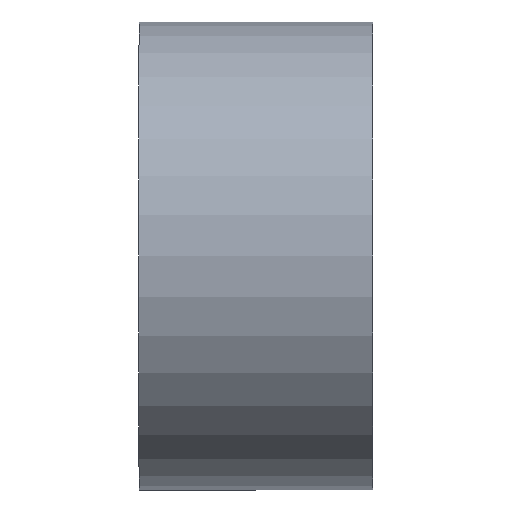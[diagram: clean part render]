
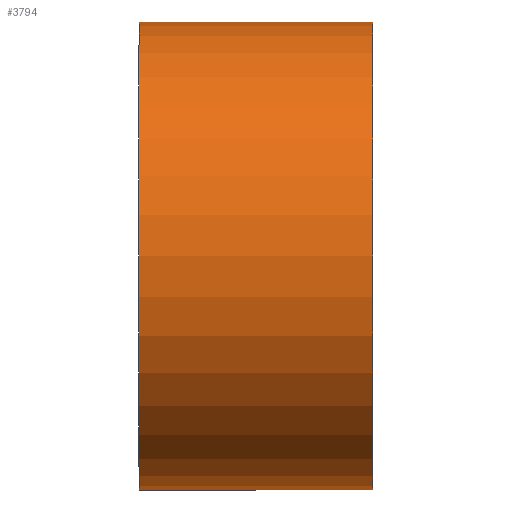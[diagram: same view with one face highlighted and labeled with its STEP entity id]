
A CAD part, left-side view. The second image highlights one B-rep face of the part: STEP entity #3794.
In plain terms, the highlighted cylindrical face has radius 20 mm (diameter 40 mm), a partial arc.
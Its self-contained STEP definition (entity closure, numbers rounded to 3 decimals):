
#889 = EDGE_CURVE ( 'NONE', #7344, #11973, #8044, .T. ) ;
#1515 = CARTESIAN_POINT ( 'NONE',  ( 0., 20., 0. ) ) ;
#2519 = DIRECTION ( 'NONE',  ( 0., 1., 0. ) ) ;
#2625 = DIRECTION ( 'NONE',  ( 0., 1., 0. ) ) ;
#2730 = DIRECTION ( 'NONE',  ( 0., 1., 0. ) ) ;
#3000 = VERTEX_POINT ( 'NONE', #6832 ) ;
#3320 = CARTESIAN_POINT ( 'NONE',  ( 0., 20., -20. ) ) ;
#3692 = EDGE_CURVE ( 'NONE', #3000, #7344, #11856, .T. ) ;
#3794 = ADVANCED_FACE ( 'NONE', ( #4239 ), #13535, .T. ) ;
#3824 = DIRECTION ( 'NONE',  ( 0., 0., 1. ) ) ;
#4211 = AXIS2_PLACEMENT_3D ( 'NONE', #15687, #2625, #4930 ) ;
#4239 = FACE_OUTER_BOUND ( 'NONE', #5046, .T. ) ;
#4430 = CIRCLE ( 'NONE', #13643, 20. ) ;
#4487 = CARTESIAN_POINT ( 'NONE',  ( 0., 20., -20. ) ) ;
#4834 = CARTESIAN_POINT ( 'NONE',  ( 0., 0., 0. ) ) ;
#4930 = DIRECTION ( 'NONE',  ( 0., 0., 1. ) ) ;
#5046 = EDGE_LOOP ( 'NONE', ( #7714, #14142, #5606, #7903 ) ) ;
#5083 = CARTESIAN_POINT ( 'NONE',  ( 0., 0., 20. ) ) ;
#5606 = ORIENTED_EDGE ( 'NONE', *, *, #889, .T. ) ;
#5664 = DIRECTION ( 'NONE',  ( 0., 1., 0. ) ) ;
#5876 = EDGE_CURVE ( 'NONE', #13315, #11973, #4430, .T. ) ;
#6209 = EDGE_CURVE ( 'NONE', #3000, #13315, #11847, .T. ) ;
#6832 = CARTESIAN_POINT ( 'NONE',  ( 0., 0., -20. ) ) ;
#7344 = VERTEX_POINT ( 'NONE', #5083 ) ;
#7714 = ORIENTED_EDGE ( 'NONE', *, *, #6209, .F. ) ;
#7903 = ORIENTED_EDGE ( 'NONE', *, *, #5876, .F. ) ;
#8044 = LINE ( 'NONE', #12730, #12813 ) ;
#11215 = DIRECTION ( 'NONE',  ( 0., 0., 1. ) ) ;
#11847 = LINE ( 'NONE', #4487, #12027 ) ;
#11856 = CIRCLE ( 'NONE', #15579, 20. ) ;
#11973 = VERTEX_POINT ( 'NONE', #13797 ) ;
#12027 = VECTOR ( 'NONE', #5664, 1000. ) ;
#12730 = CARTESIAN_POINT ( 'NONE',  ( 0., 20., 20. ) ) ;
#12813 = VECTOR ( 'NONE', #15132, 1000. ) ;
#13315 = VERTEX_POINT ( 'NONE', #3320 ) ;
#13535 = CYLINDRICAL_SURFACE ( 'NONE', #4211, 20. ) ;
#13643 = AXIS2_PLACEMENT_3D ( 'NONE', #1515, #2730, #11215 ) ;
#13797 = CARTESIAN_POINT ( 'NONE',  ( 0., 20., 20. ) ) ;
#14142 = ORIENTED_EDGE ( 'NONE', *, *, #3692, .T. ) ;
#15132 = DIRECTION ( 'NONE',  ( 0., 1., 0. ) ) ;
#15579 = AXIS2_PLACEMENT_3D ( 'NONE', #4834, #2519, #3824 ) ;
#15687 = CARTESIAN_POINT ( 'NONE',  ( 0., 20., 0. ) ) ;
